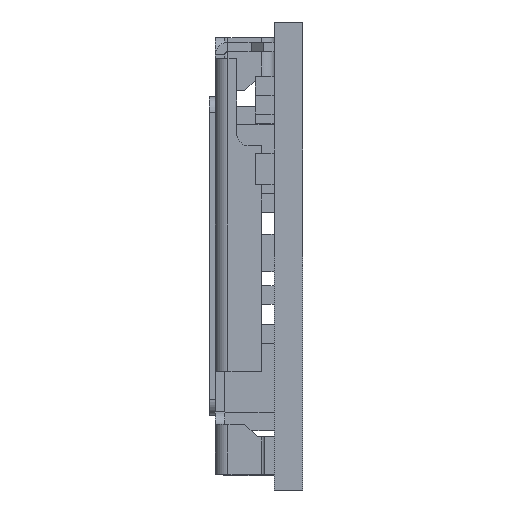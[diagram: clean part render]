
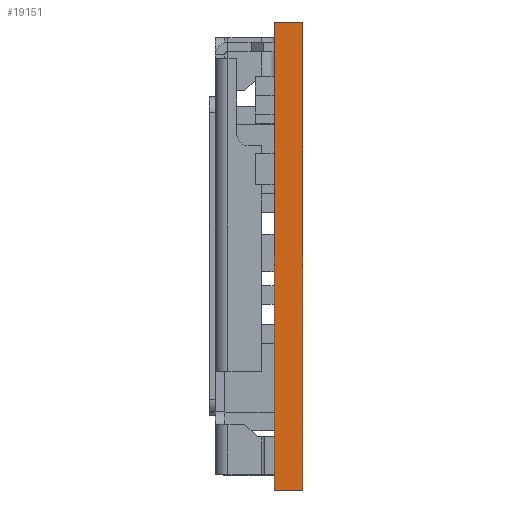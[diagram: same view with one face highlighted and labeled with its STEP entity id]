
A CAD part, left-side view. The second image highlights one B-rep face of the part: STEP entity #19151.
In plain terms, the highlighted planar face has unit normal (-1, 0, 0).
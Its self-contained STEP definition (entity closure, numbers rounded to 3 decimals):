
#1400 = DIRECTION ( 'NONE',  ( 0., 0., 1. ) ) ;
#1427 = LINE ( 'NONE', #18438, #20250 ) ;
#1606 = VECTOR ( 'NONE', #1400, 1000. ) ;
#1990 = ORIENTED_EDGE ( 'NONE', *, *, #3700, .T. ) ;
#2334 = CARTESIAN_POINT ( 'NONE',  ( -4.75, 0., 3.75 ) ) ;
#3700 = EDGE_CURVE ( 'NONE', #16331, #13388, #1427, .T. ) ;
#4161 = DIRECTION ( 'NONE',  ( 1., 0., 0. ) ) ;
#4265 = VERTEX_POINT ( 'NONE', #8773 ) ;
#5884 = EDGE_CURVE ( 'NONE', #13388, #23877, #17562, .T. ) ;
#8743 = CARTESIAN_POINT ( 'NONE',  ( -4.75, 0.46, -3.75 ) ) ;
#8773 = CARTESIAN_POINT ( 'NONE',  ( -4.75, 0.46, 3.75 ) ) ;
#8837 = LINE ( 'NONE', #13418, #1606 ) ;
#9243 = LINE ( 'NONE', #19626, #12618 ) ;
#10300 = ORIENTED_EDGE ( 'NONE', *, *, #25444, .F. ) ;
#10310 = PLANE ( 'NONE',  #10405 ) ;
#10405 = AXIS2_PLACEMENT_3D ( 'NONE', #18465, #4161, #24490 ) ;
#12618 = VECTOR ( 'NONE', #23548, 1000. ) ;
#12774 = EDGE_LOOP ( 'NONE', ( #23129, #10300, #22028, #1990 ) ) ;
#13388 = VERTEX_POINT ( 'NONE', #24519 ) ;
#13418 = CARTESIAN_POINT ( 'NONE',  ( -4.75, 0.46, 3.75 ) ) ;
#14835 = DIRECTION ( 'NONE',  ( 0., -1., 0. ) ) ;
#16331 = VERTEX_POINT ( 'NONE', #8743 ) ;
#17562 = LINE ( 'NONE', #2334, #20075 ) ;
#18298 = DIRECTION ( 'NONE',  ( 0., 0., 1. ) ) ;
#18438 = CARTESIAN_POINT ( 'NONE',  ( -4.75, 0.46, -3.75 ) ) ;
#18465 = CARTESIAN_POINT ( 'NONE',  ( -4.75, 0.46, 3.75 ) ) ;
#19151 = ADVANCED_FACE ( 'NONE', ( #20402 ), #10310, .F. ) ;
#19626 = CARTESIAN_POINT ( 'NONE',  ( -4.75, 0.46, 3.75 ) ) ;
#19924 = CARTESIAN_POINT ( 'NONE',  ( -4.75, 0., 3.75 ) ) ;
#20075 = VECTOR ( 'NONE', #18298, 1000. ) ;
#20250 = VECTOR ( 'NONE', #14835, 1000. ) ;
#20402 = FACE_OUTER_BOUND ( 'NONE', #12774, .T. ) ;
#22028 = ORIENTED_EDGE ( 'NONE', *, *, #24429, .F. ) ;
#23129 = ORIENTED_EDGE ( 'NONE', *, *, #5884, .T. ) ;
#23548 = DIRECTION ( 'NONE',  ( 0., -1., 0. ) ) ;
#23877 = VERTEX_POINT ( 'NONE', #19924 ) ;
#24429 = EDGE_CURVE ( 'NONE', #16331, #4265, #8837, .T. ) ;
#24490 = DIRECTION ( 'NONE',  ( 0., 0., -1. ) ) ;
#24519 = CARTESIAN_POINT ( 'NONE',  ( -4.75, 0., -3.75 ) ) ;
#25444 = EDGE_CURVE ( 'NONE', #4265, #23877, #9243, .T. ) ;
